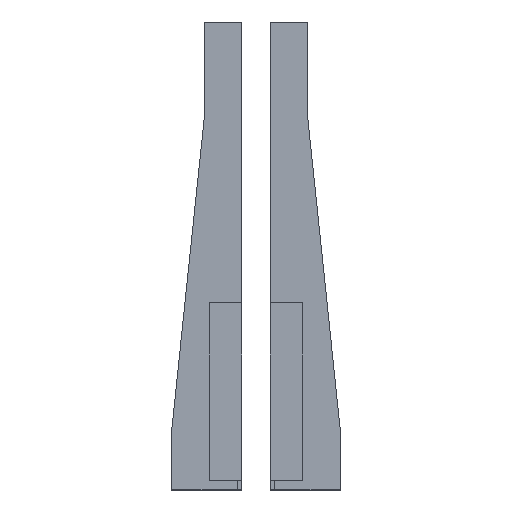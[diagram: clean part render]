
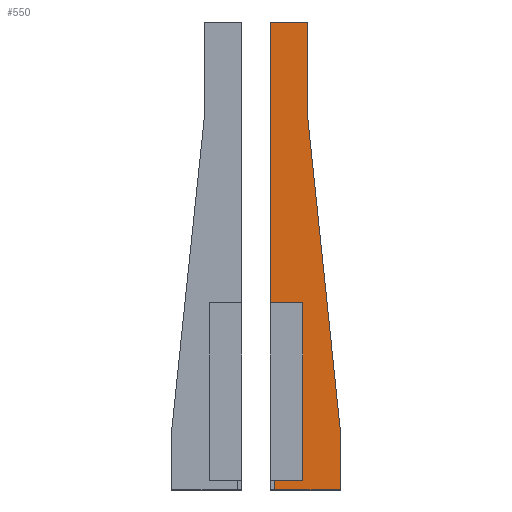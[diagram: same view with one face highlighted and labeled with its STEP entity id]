
A CAD part, top view. The second image highlights one B-rep face of the part: STEP entity #550.
In plain terms, the highlighted planar face has unit normal (0, 0, 1).
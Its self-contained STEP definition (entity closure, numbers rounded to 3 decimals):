
#30=FACE_OUTER_BOUND('',#60,.T.);
#60=EDGE_LOOP('',(#417,#418,#419,#420,#421,#422,#423,#424));
#92=LINE('',#785,#168);
#95=LINE('',#790,#171);
#99=LINE('',#798,#175);
#102=LINE('',#804,#178);
#105=LINE('',#810,#181);
#108=LINE('',#816,#184);
#111=LINE('',#822,#187);
#114=LINE('',#826,#190);
#168=VECTOR('',#641,10.);
#171=VECTOR('',#646,10.);
#175=VECTOR('',#652,10.);
#178=VECTOR('',#657,10.);
#181=VECTOR('',#662,10.);
#184=VECTOR('',#667,10.);
#187=VECTOR('',#672,10.);
#190=VECTOR('',#677,10.);
#240=VERTEX_POINT('',#783);
#241=VERTEX_POINT('',#784);
#242=VERTEX_POINT('',#789);
#245=VERTEX_POINT('',#797);
#247=VERTEX_POINT('',#803);
#249=VERTEX_POINT('',#809);
#251=VERTEX_POINT('',#815);
#253=VERTEX_POINT('',#821);
#294=EDGE_CURVE('',#240,#241,#92,.T.);
#297=EDGE_CURVE('',#241,#242,#95,.T.);
#301=EDGE_CURVE('',#245,#240,#99,.T.);
#304=EDGE_CURVE('',#247,#245,#102,.T.);
#307=EDGE_CURVE('',#249,#247,#105,.T.);
#310=EDGE_CURVE('',#251,#249,#108,.T.);
#313=EDGE_CURVE('',#253,#251,#111,.T.);
#316=EDGE_CURVE('',#242,#253,#114,.T.);
#417=ORIENTED_EDGE('',*,*,#297,.T.);
#418=ORIENTED_EDGE('',*,*,#316,.T.);
#419=ORIENTED_EDGE('',*,*,#313,.T.);
#420=ORIENTED_EDGE('',*,*,#310,.T.);
#421=ORIENTED_EDGE('',*,*,#307,.T.);
#422=ORIENTED_EDGE('',*,*,#304,.T.);
#423=ORIENTED_EDGE('',*,*,#301,.T.);
#424=ORIENTED_EDGE('',*,*,#294,.T.);
#520=PLANE('',#595);
#550=ADVANCED_FACE('',(#30),#520,.T.);
#595=AXIS2_PLACEMENT_3D('',#827,#678,#679);
#641=DIRECTION('',(1.,0.,0.));
#646=DIRECTION('',(0.,-1.,0.));
#652=DIRECTION('',(0.,-1.,0.));
#657=DIRECTION('',(-1.,0.,0.));
#662=DIRECTION('',(0.,1.,0.));
#667=DIRECTION('',(-0.104,0.995,0.));
#672=DIRECTION('',(0.,1.,0.));
#677=DIRECTION('',(1.,0.,0.));
#678=DIRECTION('center_axis',(0.,0.,1.));
#679=DIRECTION('ref_axis',(1.,0.,0.));
#783=CARTESIAN_POINT('',(3.,-18.5,2.));
#784=CARTESIAN_POINT('',(4.,-18.5,2.));
#785=CARTESIAN_POINT('',(7.25,-18.5,2.));
#789=CARTESIAN_POINT('',(4.,-58.5,2.));
#790=CARTESIAN_POINT('',(4.,-33.5,2.));
#797=CARTESIAN_POINT('',(3.,41.5,2.));
#798=CARTESIAN_POINT('',(3.,-58.5,2.));
#803=CARTESIAN_POINT('',(11.,41.5,2.));
#804=CARTESIAN_POINT('',(3.,41.5,2.));
#809=CARTESIAN_POINT('',(11.,21.5,2.));
#810=CARTESIAN_POINT('',(11.,41.5,2.));
#815=CARTESIAN_POINT('',(18.,-45.5,2.));
#816=CARTESIAN_POINT('',(18.,-45.5,2.));
#821=CARTESIAN_POINT('',(18.,-58.5,2.));
#822=CARTESIAN_POINT('',(18.,-58.5,2.));
#826=CARTESIAN_POINT('',(3.,-58.5,2.));
#827=CARTESIAN_POINT('Origin',(10.5,-8.5,2.));
